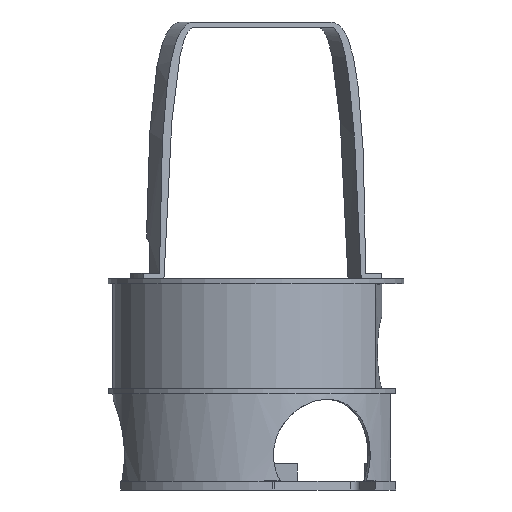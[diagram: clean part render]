
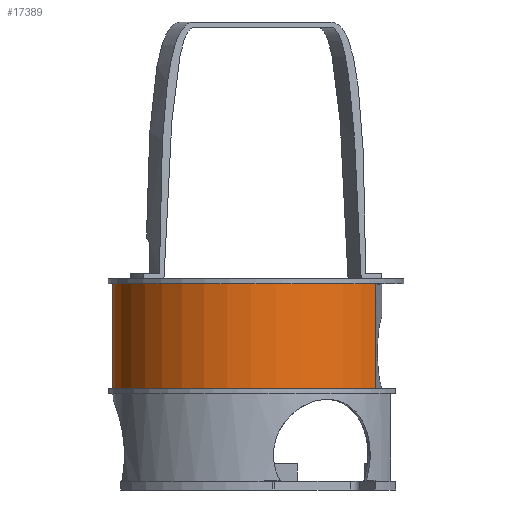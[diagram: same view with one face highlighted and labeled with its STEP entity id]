
A CAD part, left-side view. The second image highlights one B-rep face of the part: STEP entity #17389.
In plain terms, the highlighted cylindrical face has radius 81.9 mm (diameter 163.8 mm), a partial arc.
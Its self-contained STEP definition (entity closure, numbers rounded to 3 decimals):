
#2415=LINE('',#29713,#4079);
#2416=LINE('',#29719,#4080);
#4079=VECTOR('',#23380,10.);
#4080=VECTOR('',#23387,10.);
#4510=CYLINDRICAL_SURFACE('',#18926,81.9);
#5346=FACE_OUTER_BOUND('',#6448,.T.);
#6448=EDGE_LOOP('',(#15495,#15496,#15497,#15498));
#7194=CIRCLE('',#18927,81.9);
#7195=CIRCLE('',#18928,81.9);
#8642=VERTEX_POINT('',#29709);
#8643=VERTEX_POINT('',#29711);
#8644=VERTEX_POINT('',#29715);
#8645=VERTEX_POINT('',#29717);
#10960=EDGE_CURVE('',#8642,#8643,#2415,.F.);
#10961=EDGE_CURVE('',#8644,#8642,#7194,.F.);
#10962=EDGE_CURVE('',#8645,#8643,#7195,.F.);
#10963=EDGE_CURVE('',#8644,#8645,#2416,.F.);
#15495=ORIENTED_EDGE('',*,*,#10961,.T.);
#15496=ORIENTED_EDGE('',*,*,#10960,.T.);
#15497=ORIENTED_EDGE('',*,*,#10962,.F.);
#15498=ORIENTED_EDGE('',*,*,#10963,.F.);
#17389=ADVANCED_FACE('',(#5346),#4510,.T.);
#18926=AXIS2_PLACEMENT_3D('',#29714,#23381,#23382);
#18927=AXIS2_PLACEMENT_3D('',#29716,#23383,#23384);
#18928=AXIS2_PLACEMENT_3D('',#29718,#23385,#23386);
#23380=DIRECTION('',(0.,0.,-1.));
#23381=DIRECTION('center_axis',(0.,0.,1.));
#23382=DIRECTION('ref_axis',(0.,1.,0.));
#23383=DIRECTION('center_axis',(0.,0.,-1.));
#23384=DIRECTION('ref_axis',(0.5,-0.866,0.));
#23385=DIRECTION('center_axis',(0.,0.,-1.));
#23386=DIRECTION('ref_axis',(0.5,-0.866,0.));
#23387=DIRECTION('',(0.,0.,-1.));
#29709=CARTESIAN_POINT('',(-44.742,-68.599,57.3));
#29711=CARTESIAN_POINT('',(-44.742,-68.599,118.7));
#29713=CARTESIAN_POINT('',(-44.742,-68.599,57.));
#29714=CARTESIAN_POINT('Origin',(0.,0.,57.));
#29715=CARTESIAN_POINT('',(44.742,-68.599,57.3));
#29716=CARTESIAN_POINT('Origin',(0.,0.,57.3));
#29717=CARTESIAN_POINT('',(44.742,-68.599,118.7));
#29718=CARTESIAN_POINT('Origin',(0.,0.,118.7));
#29719=CARTESIAN_POINT('',(44.742,-68.599,57.));
